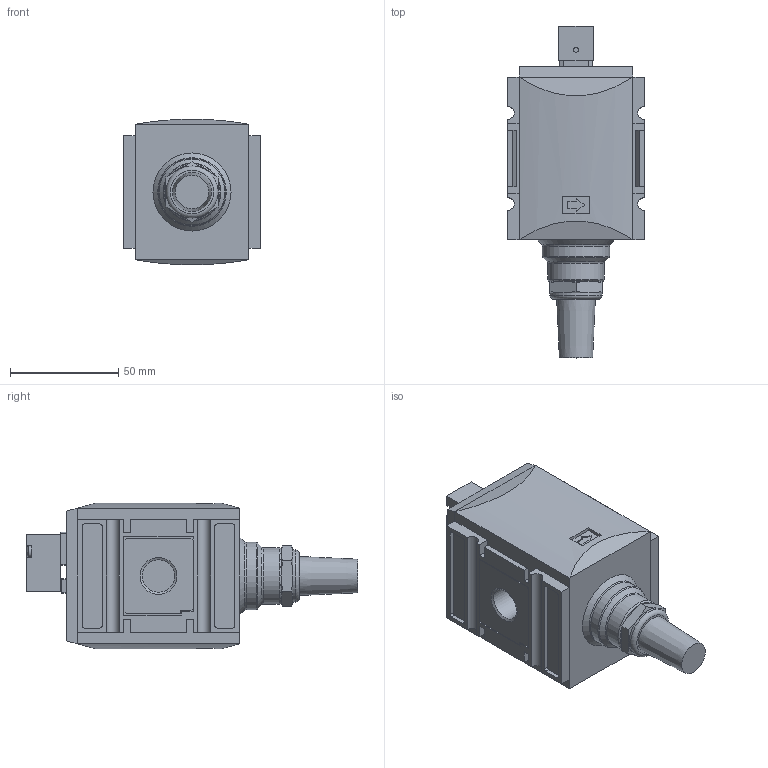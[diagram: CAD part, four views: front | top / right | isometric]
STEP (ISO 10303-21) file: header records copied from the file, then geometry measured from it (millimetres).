
FILE_DESCRIPTION( ( 'STEP AP203' ), ' ' );
FILE_NAME( '94012.DD10.stp', '2017-03-08T11:51:41', ( '' ), ( '' ), ' ', 'PARTsolutions', ' ' );
FILE_SCHEMA( ( 'CONFIG_CONTROL_DESIGN' ) );
Length unit declared in the file: millimetre
Products named in the file (4): 94012.DD10; _FU 963G 3/8000-1; _pneumatisch betaetigt; _567-4/M_2_G1/2
Assembly tree (3 placements, depth 2):
  94012.DD10
    _FU 963G 3/8000-1
    _pneumatisch betaetigt
    _567-4/M_2_G1/2
Bounding box: 63 x 153.1 x 67.1 mm (x, y, z)
Volume: 328690.2 mm3; surface area: 43806.4 mm2
Topology: 3 solids, 3 shells, 364 faces, 920 edges, 602 vertices
Faces by surface type: plane 207, cylinder 116, cone 32, torus 7, bspline 2
Full cylindrical faces by diameter (mm): 2 x2, 2.2 x4, 2.459 x2, 3 x2, 3.2 x2, 5.3 x2, 8.566 x1, 14.95 x2, 18 x1, 18.631 x1, 20.955 x1, 24 x1, 26 x1, 31 x1, 42 x1, 42.2 x1
Entity records: 10845 total; most frequent: CARTESIAN_POINT 2018, DIRECTION 1846, ORIENTED_EDGE 1714, EDGE_CURVE 857, AXIS2_PLACEMENT_3D 651, VERTEX_POINT 587, LINE 544, VECTOR 544
